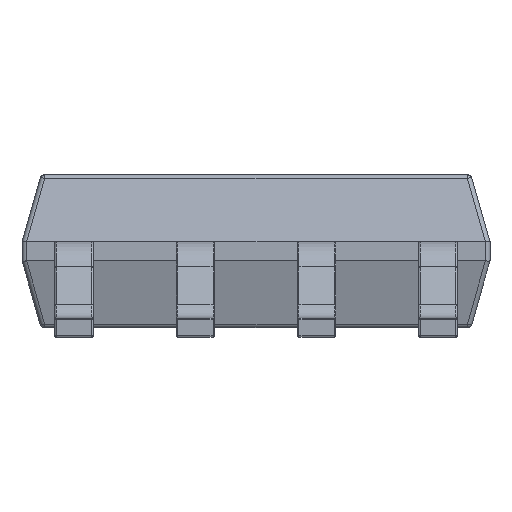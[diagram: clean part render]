
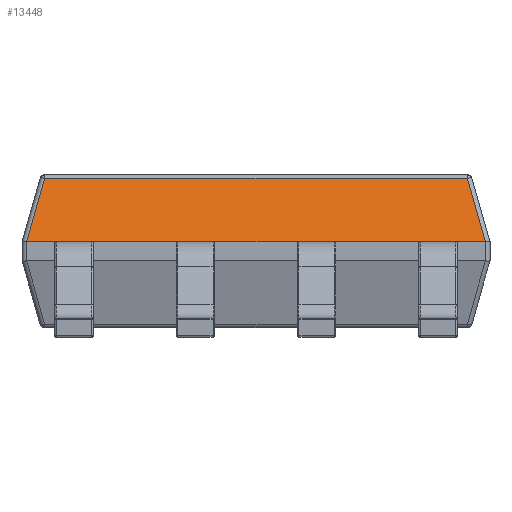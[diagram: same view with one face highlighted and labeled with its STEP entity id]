
A CAD part, left-side view. The second image highlights one B-rep face of the part: STEP entity #13448.
In plain terms, the highlighted planar face has unit normal (-0.962, 0, 0.275).
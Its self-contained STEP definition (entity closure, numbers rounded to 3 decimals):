
#444 = CARTESIAN_POINT ( 'NONE',  ( -1.95, -2.402, 0.9 ) ) ;
#782 = CARTESIAN_POINT ( 'NONE',  ( -1.95, 2.4, 0.9 ) ) ;
#3355 = VECTOR ( 'NONE', #20789, 1000. ) ;
#3728 = CARTESIAN_POINT ( 'NONE',  ( -1.76, 0., 1.564 ) ) ;
#3791 = CARTESIAN_POINT ( 'NONE',  ( -1.95, 2.402, 0.9 ) ) ;
#4235 = VERTEX_POINT ( 'NONE', #13850 ) ;
#4349 = VERTEX_POINT ( 'NONE', #3791 ) ;
#4949 = EDGE_LOOP ( 'NONE', ( #21061, #37158, #33093, #25513, #6761, #34249 ) ) ;
#6761 = ORIENTED_EDGE ( 'NONE', *, *, #25026, .T. ) ;
#6882 = EDGE_CURVE ( 'NONE', #26027, #4235, #8299, .T. ) ;
#7730 = LINE ( 'NONE', #19805, #21586 ) ;
#8299 = LINE ( 'NONE', #3728, #23920 ) ;
#9097 = DIRECTION ( 'NONE',  ( 0., 1., 0. ) ) ;
#10309 = EDGE_CURVE ( 'NONE', #38310, #18712, #32661, .T. ) ;
#10982 = EDGE_CURVE ( 'NONE', #38310, #19660, #16475, .T. ) ;
#11002 = CARTESIAN_POINT ( 'NONE',  ( -1.95, -2.401, 0.9 ) ) ;
#11289 = CARTESIAN_POINT ( 'NONE',  ( -1.95, 2.45, 0.9 ) ) ;
#11391 = CARTESIAN_POINT ( 'NONE',  ( -1.95, -2.401, 0.9 ) ) ;
#13148 = EDGE_CURVE ( 'NONE', #4349, #18712, #24813, .T. ) ;
#13358 = CARTESIAN_POINT ( 'NONE',  ( -1.95, 2.402, 0.9 ) ) ;
#13448 = ADVANCED_FACE ( 'NONE', ( #26684 ), #14798, .T. ) ;
#13850 = CARTESIAN_POINT ( 'NONE',  ( -1.76, 2.212, 1.564 ) ) ;
#14434 = LINE ( 'NONE', #26896, #3355 ) ;
#14798 = PLANE ( 'NONE',  #38953 ) ;
#16475 =( BOUNDED_CURVE ( )  B_SPLINE_CURVE ( 3, ( #26207, #11391, #11002, #38256 ),
 .UNSPECIFIED., .F., .F. ) 
 B_SPLINE_CURVE_WITH_KNOTS ( ( 4, 4 ),
 ( 0., 0.038 ),
 .UNSPECIFIED. ) 
 CURVE ( )  GEOMETRIC_REPRESENTATION_ITEM ( )  RATIONAL_B_SPLINE_CURVE ( ( 1., 1., 1., 1. ) ) 
 REPRESENTATION_ITEM ( '' )  );
#18586 = CARTESIAN_POINT ( 'NONE',  ( -1.95, -2.4, 0.9 ) ) ;
#18712 = VERTEX_POINT ( 'NONE', #782 ) ;
#18903 = DIRECTION ( 'NONE',  ( 0., 1., 0. ) ) ;
#19474 = CARTESIAN_POINT ( 'NONE',  ( -1.95, 2.401, 0.9 ) ) ;
#19660 = VERTEX_POINT ( 'NONE', #444 ) ;
#19805 = CARTESIAN_POINT ( 'NONE',  ( -1.595, 2.047, 2.141 ) ) ;
#20165 = DIRECTION ( 'NONE',  ( 0., 1., 0. ) ) ;
#20789 = DIRECTION ( 'NONE',  ( 0.265, 0.265, 0.927 ) ) ;
#21061 = ORIENTED_EDGE ( 'NONE', *, *, #10309, .F. ) ;
#21542 = DIRECTION ( 'NONE',  ( -0.962, 0., 0.275 ) ) ;
#21586 = VECTOR ( 'NONE', #28729, 1000. ) ;
#21879 = CARTESIAN_POINT ( 'NONE',  ( -1.95, 2.4, 0.9 ) ) ;
#23920 = VECTOR ( 'NONE', #18903, 1000. ) ;
#24813 =( BOUNDED_CURVE ( )  B_SPLINE_CURVE ( 3, ( #13358, #19474, #28200, #21879 ),
 .UNSPECIFIED., .F., .F. ) 
 B_SPLINE_CURVE_WITH_KNOTS ( ( 4, 4 ),
 ( 6.245, 6.283 ),
 .UNSPECIFIED. ) 
 CURVE ( )  GEOMETRIC_REPRESENTATION_ITEM ( )  RATIONAL_B_SPLINE_CURVE ( ( 1., 1., 1., 1. ) ) 
 REPRESENTATION_ITEM ( '' )  );
#25026 = EDGE_CURVE ( 'NONE', #4235, #4349, #7730, .T. ) ;
#25104 = EDGE_CURVE ( 'NONE', #19660, #26027, #14434, .T. ) ;
#25513 = ORIENTED_EDGE ( 'NONE', *, *, #6882, .T. ) ;
#26027 = VERTEX_POINT ( 'NONE', #33207 ) ;
#26207 = CARTESIAN_POINT ( 'NONE',  ( -1.95, -2.4, 0.9 ) ) ;
#26533 = VECTOR ( 'NONE', #20165, 1000. ) ;
#26684 = FACE_OUTER_BOUND ( 'NONE', #4949, .T. ) ;
#26896 = CARTESIAN_POINT ( 'NONE',  ( -1.595, -2.047, 2.141 ) ) ;
#28200 = CARTESIAN_POINT ( 'NONE',  ( -1.95, 2.401, 0.9 ) ) ;
#28729 = DIRECTION ( 'NONE',  ( -0.265, 0.265, -0.927 ) ) ;
#30042 = CARTESIAN_POINT ( 'NONE',  ( -1.75, 0., 1.6 ) ) ;
#32661 = LINE ( 'NONE', #11289, #26533 ) ;
#33093 = ORIENTED_EDGE ( 'NONE', *, *, #25104, .T. ) ;
#33207 = CARTESIAN_POINT ( 'NONE',  ( -1.76, -2.212, 1.564 ) ) ;
#34249 = ORIENTED_EDGE ( 'NONE', *, *, #13148, .T. ) ;
#37158 = ORIENTED_EDGE ( 'NONE', *, *, #10982, .T. ) ;
#38256 = CARTESIAN_POINT ( 'NONE',  ( -1.95, -2.402, 0.9 ) ) ;
#38310 = VERTEX_POINT ( 'NONE', #18586 ) ;
#38953 = AXIS2_PLACEMENT_3D ( 'NONE', #30042, #21542, #9097 ) ;
